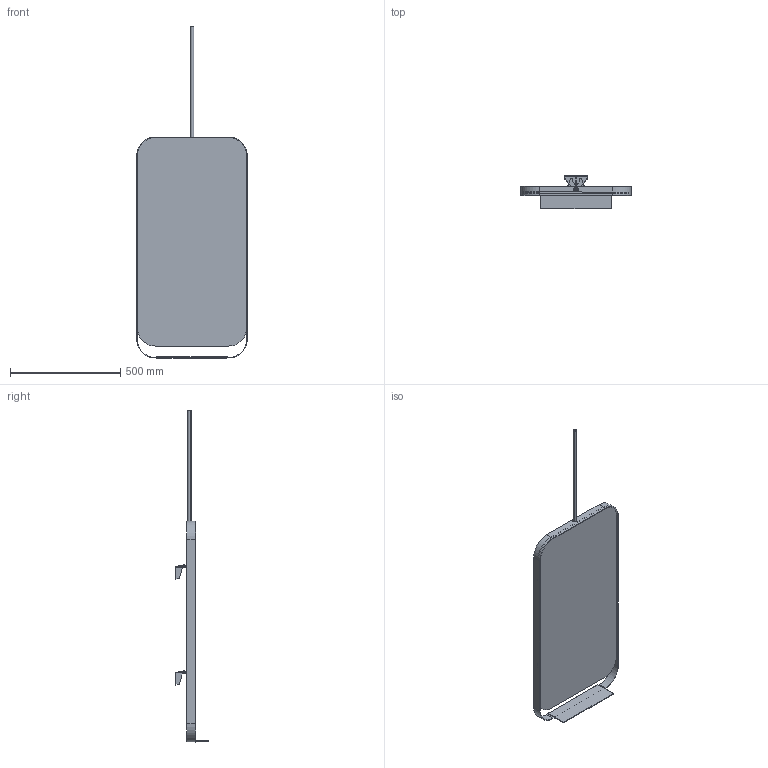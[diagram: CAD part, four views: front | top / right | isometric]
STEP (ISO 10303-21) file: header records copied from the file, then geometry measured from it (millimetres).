
FILE_DESCRIPTION (( 'STEP AP214' ), '1' );
FILE_NAME ('VOL5001.STEP', '2020-08-06T09:52:28', ( '' ), ( '' ), 'SwSTEP 2.0', 'SolidWorks 2019', '' );
FILE_SCHEMA (( 'AUTOMOTIVE_DESIGN' ));
Length unit declared in the file: millimetre
Products named in the file (1): VOL5001
Bounding box: 500.07 x 152 x 1502.5 mm (x, y, z)
Volume: 3292733.5 mm3; surface area: 1392733.3 mm2
Topology: 2 solids, 2 shells, 291 faces, 798 edges, 508 vertices
Faces by surface type: plane 143, cylinder 120, torus 14, sphere 8, cone 6
Entity records: 11210 total; most frequent: CARTESIAN_POINT 2556, ORIENTED_EDGE 1580, DIRECTION 1552, EDGE_CURVE 790, AXIS2_PLACEMENT_3D 534, VERTEX_POINT 508, VECTOR 484, LINE 484
